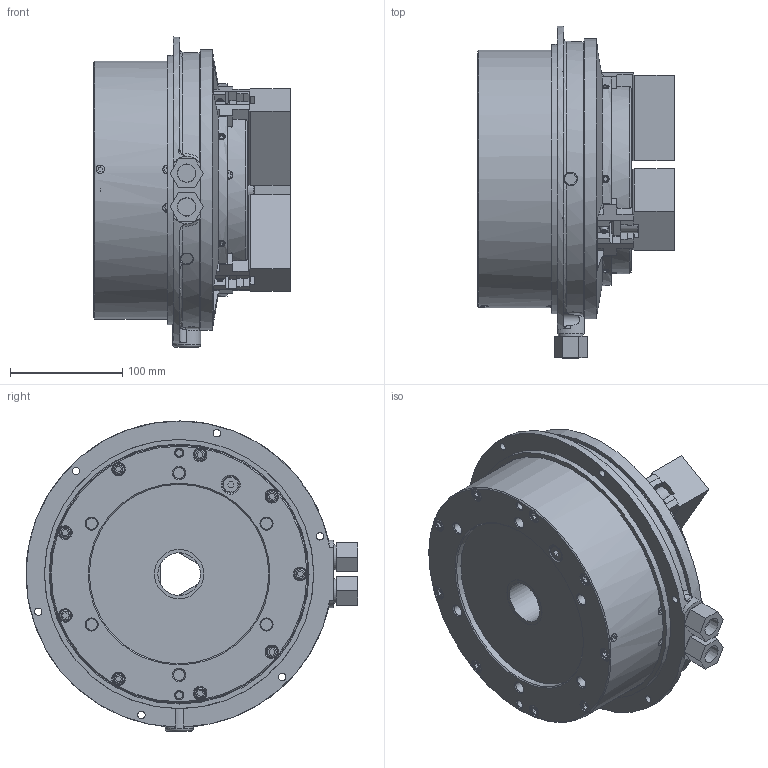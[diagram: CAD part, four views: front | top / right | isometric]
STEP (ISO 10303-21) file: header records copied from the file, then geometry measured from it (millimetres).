
FILE_DESCRIPTION(/* description */ ('Unknown'),/* implementation_level */ '2;1');
FILE_NAME(/* name */ 'UVE160K-Solid',/* time_stamp */ '2019-08-15T16:25:00+01:00',/* author */ ('Unknown'),/* organization */ ('Unknown'),/* preprocessor_version */ 'ST-DEVELOPER v16.7',/* originating_system */ 'DEX',/* authorisation */ $);
FILE_SCHEMA (('AUTOMOTIVE_DESIGN {1 0 10303 214 3 1 1}'));
Length unit declared in the file: millimetre
Products named in the file (1): UVE160K
Bounding box: 175.5 x 295.98 x 276.5 mm (x, y, z)
Volume: 5547466.9 mm3; surface area: 368024.6 mm2
Topology: 1 solids, 34 shells, 1278 faces, 3388 edges, 2179 vertices
Faces by surface type: plane 815, cylinder 297, cone 140, torus 12, bspline 8, sphere 6
Full cylindrical faces by diameter (mm): 1.9 x3, 5 x16, 5.1 x2, 5.5 x6, 6 x32, 6.6 x17, 8.5 x4, 9 x2, 9.5 x3, 9.728 x1, 10 x16, 10.3 x2, 11 x15, 12 x15, 13 x6, 14 x2, 14.7 x2, 15 x2, 16 x1, 18 x6, 19 x6, 22 x2, 25 x2, 38 x1, 40 x1, 40.5 x1, 44 x1, 160 x1, 230 x1, 231.8 x1
Entity records: 46519 total; most frequent: CARTESIAN_POINT 16428, DIRECTION 6101, ORIENTED_EDGE 5878, EDGE_CURVE 2939, AXIS2_PLACEMENT_3D 2100, VERTEX_POINT 2049, LINE 1901, VECTOR 1901
